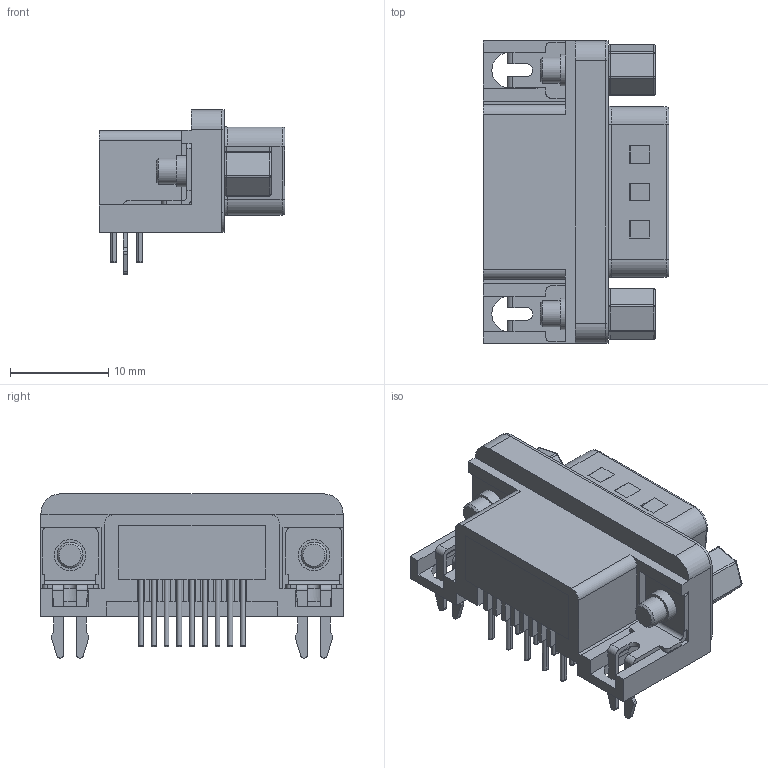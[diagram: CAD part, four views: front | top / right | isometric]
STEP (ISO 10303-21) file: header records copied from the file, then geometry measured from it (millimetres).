
FILE_DESCRIPTION(('FreeCAD Model'),'2;1');
FILE_NAME('DSUB9-Male.step', '2018-06-11T14:34:31',('kicad StepUp'),('ksu MCAD'), 'Open CASCADE STEP processor 7.2','FreeCAD','Unknown');
FILE_SCHEMA(('AUTOMOTIVE_DESIGN_CC2 { 1 2 10303 214 -1 1 5 4 }'));
Length unit declared in the file: millimetre
Products named in the file (1): DSUB9-Male
Bounding box: 18.95 x 30.8 x 16.75 mm (x, y, z)
Volume: 3021.3 mm3; surface area: 3972 mm2
Topology: 1 solids, 5 shells, 574 faces, 1420 edges, 869 vertices
Faces by surface type: plane 346, cylinder 162, torus 25, sphere 24, revolution 9, cone 8
Full cylindrical faces by diameter (mm): 0.9 x9, 2.4 x2, 2.65 x4, 3 x2, 3.2 x2, 3.3 x2, 3.5 x2, 5.1 x2
Entity records: 21145 total; most frequent: CARTESIAN_POINT 3377, DIRECTION 2910, ORIENTED_EDGE 2792, EDGE_CURVE 1396, LINE 983, VECTOR 983, AXIS2_PLACEMENT_3D 959, VERTEX_POINT 869
